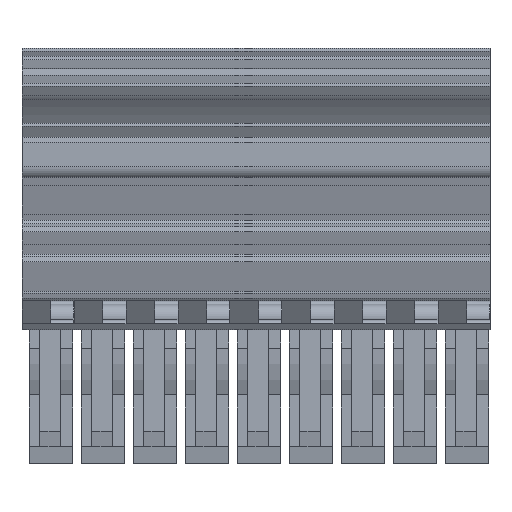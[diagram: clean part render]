
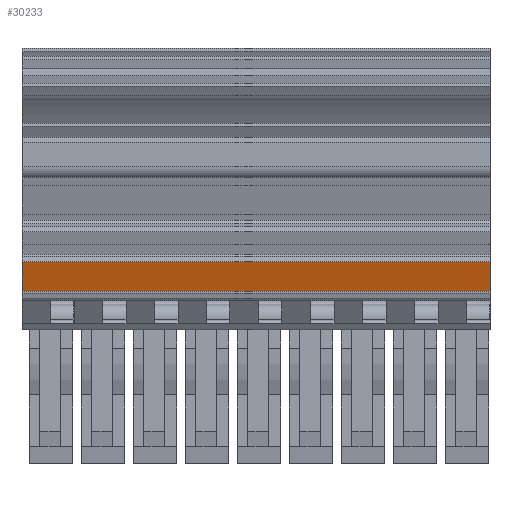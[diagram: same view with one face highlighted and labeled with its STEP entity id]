
A CAD part, front view. The second image highlights one B-rep face of the part: STEP entity #30233.
In plain terms, the highlighted planar face has unit normal (0, -0.956, -0.292).
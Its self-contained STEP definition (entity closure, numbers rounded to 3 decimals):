
#30213=AXIS2_PLACEMENT_3D('Plane Axis2P3D',#30210,#30211,#30212) ;
#26875=CARTESIAN_POINT('Vertex',(0.,4.501,16.916)) ;
#26878=CARTESIAN_POINT('Line Origine',(0.,4.057,18.368)) ;
#26882=CARTESIAN_POINT('Vertex',(0.,3.613,19.82)) ;
#30195=CARTESIAN_POINT('Vertex',(45.9,4.501,16.916)) ;
#30198=CARTESIAN_POINT('Line Origine',(22.95,4.501,16.916)) ;
#30210=CARTESIAN_POINT('Axis2P3D Location',(66.3,3.634,19.751)) ;
#30215=CARTESIAN_POINT('Line Origine',(45.9,4.057,18.368)) ;
#30219=CARTESIAN_POINT('Vertex',(45.9,3.613,19.82)) ;
#30222=CARTESIAN_POINT('Line Origine',(22.95,3.613,19.82)) ;
#26879=DIRECTION('Vector Direction',(0.,0.292,-0.956)) ;
#30199=DIRECTION('Vector Direction',(-1.,0.,0.)) ;
#30211=DIRECTION('Axis2P3D Direction',(-0.,0.956,0.292)) ;
#30212=DIRECTION('Axis2P3D XDirection',(0.,-0.292,0.956)) ;
#30216=DIRECTION('Vector Direction',(0.,-0.292,0.956)) ;
#30223=DIRECTION('Vector Direction',(-1.,0.,0.)) ;
#26880=VECTOR('Line Direction',#26879,1.) ;
#30200=VECTOR('Line Direction',#30199,1.) ;
#30217=VECTOR('Line Direction',#30216,1.) ;
#30224=VECTOR('Line Direction',#30223,1.) ;
#30228=ORIENTED_EDGE('',*,*,#30221,.T.) ;
#30229=ORIENTED_EDGE('',*,*,#30226,.T.) ;
#30230=ORIENTED_EDGE('',*,*,#26884,.F.) ;
#30231=ORIENTED_EDGE('',*,*,#30202,.F.) ;
#30233=ADVANCED_FACE('V1',(#30232),#30214,.F.) ;
#26884=EDGE_CURVE('',#26876,#26883,#26881,.F.) ;
#30202=EDGE_CURVE('',#30196,#26876,#30201,.T.) ;
#30221=EDGE_CURVE('',#30196,#30220,#30218,.T.) ;
#30226=EDGE_CURVE('',#30220,#26883,#30225,.T.) ;
#30227=EDGE_LOOP('',(#30228,#30229,#30230,#30231)) ;
#30232=FACE_OUTER_BOUND('',#30227,.T.) ;
#26881=LINE('Line',#26878,#26880) ;
#30201=LINE('Line',#30198,#30200) ;
#30218=LINE('Line',#30215,#30217) ;
#30225=LINE('Line',#30222,#30224) ;
#30214=PLANE('',#30213) ;
#26876=VERTEX_POINT('',#26875) ;
#26883=VERTEX_POINT('',#26882) ;
#30196=VERTEX_POINT('',#30195) ;
#30220=VERTEX_POINT('',#30219) ;
